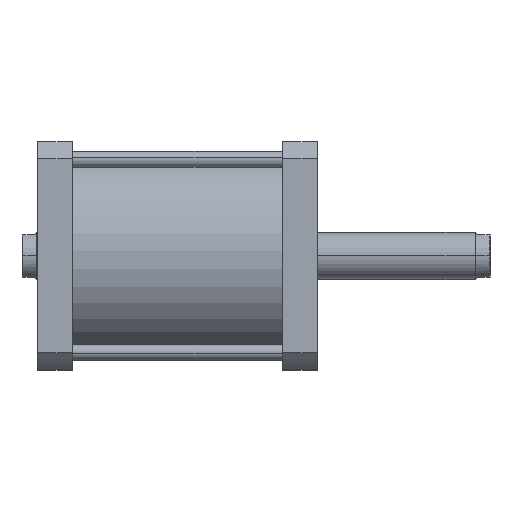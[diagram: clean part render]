
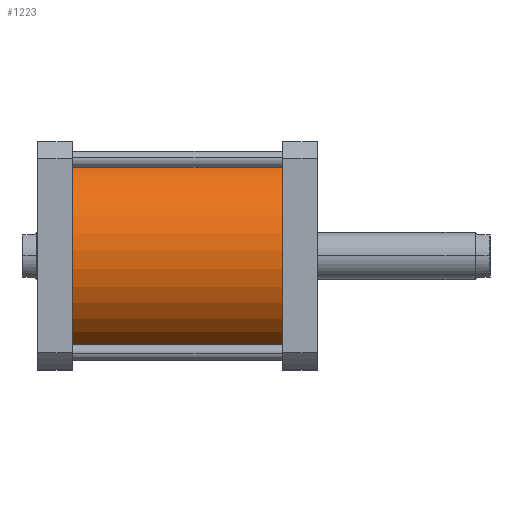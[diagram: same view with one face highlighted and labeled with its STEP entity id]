
A CAD part, top view. The second image highlights one B-rep face of the part: STEP entity #1223.
In plain terms, the highlighted cylindrical face has radius 66.5 mm (diameter 133 mm), a partial arc.
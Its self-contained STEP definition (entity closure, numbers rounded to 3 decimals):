
#292 = CARTESIAN_POINT ( 'NONE',  ( -66.5, 0., 134. ) ) ;
#293 = CARTESIAN_POINT ( 'NONE',  ( 66.5, 0., 134. ) ) ;
#303 = CARTESIAN_POINT ( 'NONE',  ( -66.5, 0., 0. ) ) ;
#306 = CARTESIAN_POINT ( 'NONE',  ( 66.5, 0., 0. ) ) ;
#320 = VERTEX_POINT ( 'NONE', #306 ) ;
#324 = VERTEX_POINT ( 'NONE', #303 ) ;
#334 = VERTEX_POINT ( 'NONE', #293 ) ;
#335 = VERTEX_POINT ( 'NONE', #292 ) ;
#1064 = ORIENTED_EDGE ( 'NONE', *, *, #4837, .F. ) ;
#1158 = ORIENTED_EDGE ( 'NONE', *, *, #4834, .T. ) ;
#1159 = ORIENTED_EDGE ( 'NONE', *, *, #4830, .T. ) ;
#1223 = ADVANCED_FACE ( 'NONE', ( #3647 ), #3646, .T. ) ;
#2102 = DIRECTION ( 'NONE',  ( 0., 0., -1. ) ) ;
#2124 = CARTESIAN_POINT ( 'NONE',  ( 66.5, 0., 134. ) ) ;
#2144 = DIRECTION ( 'NONE',  ( 1., 0., 0. ) ) ;
#2160 = DIRECTION ( 'NONE',  ( 1., 0., 0. ) ) ;
#2179 = CARTESIAN_POINT ( 'NONE',  ( 0., 0., 0. ) ) ;
#2237 = DIRECTION ( 'NONE',  ( 0., 0., -1. ) ) ;
#2270 = DIRECTION ( 'NONE',  ( 0., 0., 1. ) ) ;
#2330 = CARTESIAN_POINT ( 'NONE',  ( -66.5, 0., 134. ) ) ;
#2337 = CARTESIAN_POINT ( 'NONE',  ( 0., 0., 134. ) ) ;
#2373 = DIRECTION ( 'NONE',  ( 0., 0., 1. ) ) ;
#2863 = EDGE_LOOP ( 'NONE', ( #1064, #2970, #1158, #1159 ) ) ;
#2970 = ORIENTED_EDGE ( 'NONE', *, *, #4835, .F. ) ;
#3646 = CYLINDRICAL_SURFACE ( 'NONE', #4886, 66.5 ) ;
#3647 = FACE_OUTER_BOUND ( 'NONE', #2863, .T. ) ;
#3948 = CARTESIAN_POINT ( 'NONE',  ( 0., 0., 134. ) ) ;
#3956 = DIRECTION ( 'NONE',  ( 0., 0., -1. ) ) ;
#3959 = DIRECTION ( 'NONE',  ( -1., 0., 0. ) ) ;
#4830 = EDGE_CURVE ( 'NONE', #324, #320, #5904, .T. ) ;
#4834 = EDGE_CURVE ( 'NONE', #335, #324, #5907, .T. ) ;
#4835 = EDGE_CURVE ( 'NONE', #335, #334, #5910, .T. ) ;
#4837 = EDGE_CURVE ( 'NONE', #334, #320, #5911, .T. ) ;
#4886 = AXIS2_PLACEMENT_3D ( 'NONE', #3948, #3956, #3959 ) ;
#5204 = AXIS2_PLACEMENT_3D ( 'NONE', #2179, #2270, #2160 ) ;
#5210 = AXIS2_PLACEMENT_3D ( 'NONE', #2337, #2373, #2144 ) ;
#5904 = CIRCLE ( 'NONE', #5204, 66.5 ) ;
#5905 = VECTOR ( 'NONE', #2102, 1000. ) ;
#5907 = LINE ( 'NONE', #2330, #5905 ) ;
#5909 = VECTOR ( 'NONE', #2237, 1000. ) ;
#5910 = CIRCLE ( 'NONE', #5210, 66.5 ) ;
#5911 = LINE ( 'NONE', #2124, #5909 ) ;
